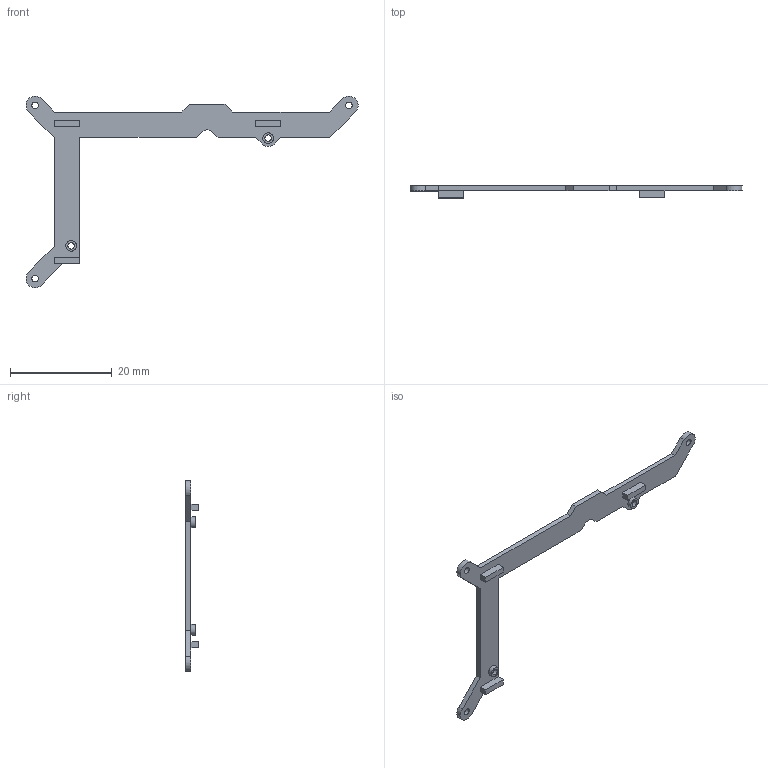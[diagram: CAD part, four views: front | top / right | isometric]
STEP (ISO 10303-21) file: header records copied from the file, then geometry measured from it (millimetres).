
FILE_DESCRIPTION(/* description */ (''),/* implementation_level */ '2;1');
FILE_NAME(/* name */ 'ESP_Bracket.step',/* time_stamp */ '2021-11-05T02:17:29+01:00',/* author */ (''),/* organization */ (''),/* preprocessor_version */ 'ST-DEVELOPER v18.1',/* originating_system */ 'Autodesk Translation Framework v10.10.0.1391',/* authorisation */ '');
FILE_SCHEMA (('AUTOMOTIVE_DESIGN { 1 0 10303 214 3 1 1 }'));
Length unit declared in the file: millimetre
Products named in the file (1): ESP Bracket
Bounding box: 65.39 x 2.4 x 37.69 mm (x, y, z)
Volume: 506.5 mm3; surface area: 1253.2 mm2
Topology: 1 solids, 1 shells, 50 faces, 132 edges, 88 vertices
Faces by surface type: plane 38, cylinder 12
Full cylindrical faces by diameter (mm): 1.28 x2, 1.3 x3, 2.1 x2
Entity records: 1593 total; most frequent: CARTESIAN_POINT 271, ORIENTED_EDGE 264, DIRECTION 258, EDGE_CURVE 132, LINE 108, VECTOR 108, VERTEX_POINT 88, AXIS2_PLACEMENT_3D 75
